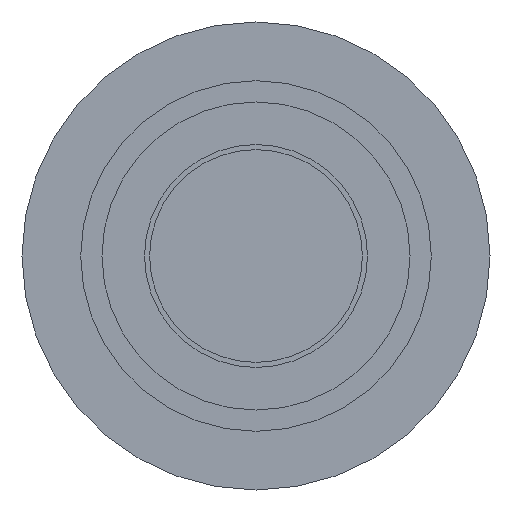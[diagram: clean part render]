
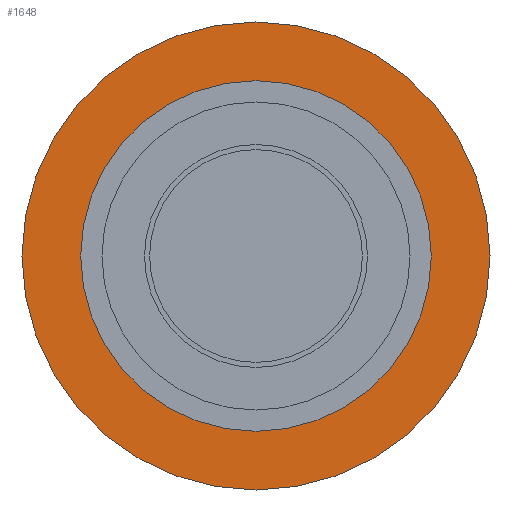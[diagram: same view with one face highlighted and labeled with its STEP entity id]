
A CAD part, front view. The second image highlights one B-rep face of the part: STEP entity #1648.
In plain terms, the highlighted planar face has unit normal (0, -1, 0).
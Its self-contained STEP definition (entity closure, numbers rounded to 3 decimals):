
#684=CARTESIAN_POINT('',(-20.6,0.,0.0));
#685=VERTEX_POINT('',#684);
#694=CARTESIAN_POINT('',(20.6,0.,0.));
#695=VERTEX_POINT('',#694);
#696=CARTESIAN_POINT('',(0.,0.,0.0));
#697=DIRECTION('',(0.0,1.0,0.0));
#698=DIRECTION('',(-1.0,0.0,0.0));
#699=AXIS2_PLACEMENT_3D('',#696,#697,#698);
#700=CIRCLE('',#699,20.6);
#701=EDGE_CURVE('',#695,#685,#700,.T.);
#1086=CARTESIAN_POINT('',(-27.5,0.,0.0));
#1087=VERTEX_POINT('',#1086);
#1096=CARTESIAN_POINT('',(27.5,0.,0.));
#1097=VERTEX_POINT('',#1096);
#1098=CARTESIAN_POINT('',(0.,0.,0.0));
#1099=DIRECTION('',(0.0,1.0,0.0));
#1100=DIRECTION('',(-1.0,0.0,0.0));
#1101=AXIS2_PLACEMENT_3D('',#1098,#1099,#1100);
#1102=CIRCLE('',#1101,27.5);
#1103=EDGE_CURVE('',#1087,#1097,#1102,.T.);
#1345=CARTESIAN_POINT('',(0.,0.,0.0));
#1346=DIRECTION('',(0.0,1.0,0.0));
#1347=DIRECTION('',(-1.0,0.0,0.0));
#1348=AXIS2_PLACEMENT_3D('',#1345,#1346,#1347);
#1349=CIRCLE('',#1348,27.5);
#1350=EDGE_CURVE('',#1097,#1087,#1349,.T.);
#1625=CARTESIAN_POINT('',(0.,0.,0.0));
#1626=DIRECTION('',(0.0,1.0,0.0));
#1627=DIRECTION('',(-1.0,0.0,0.0));
#1628=AXIS2_PLACEMENT_3D('',#1625,#1626,#1627);
#1629=CIRCLE('',#1628,20.6);
#1630=EDGE_CURVE('',#685,#695,#1629,.T.);
#1635=CARTESIAN_POINT('',(-24.05,0.,0.0));
#1636=DIRECTION('',(0.0,-1.0,0.0));
#1637=DIRECTION('',(0.0,0.0,-1.0));
#1638=AXIS2_PLACEMENT_3D('',#1635,#1636,#1637);
#1639=PLANE('',#1638);
#1640=ORIENTED_EDGE('',*,*,#1103,.F.);
#1641=ORIENTED_EDGE('',*,*,#1350,.F.);
#1642=EDGE_LOOP('',(#1640,#1641));
#1643=FACE_OUTER_BOUND('',#1642,.T.);
#1644=ORIENTED_EDGE('',*,*,#1630,.T.);
#1645=ORIENTED_EDGE('',*,*,#701,.T.);
#1646=EDGE_LOOP('',(#1644,#1645));
#1647=FACE_BOUND('',#1646,.T.);
#1648=ADVANCED_FACE('',(#1643,#1647),#1639,.T.);
